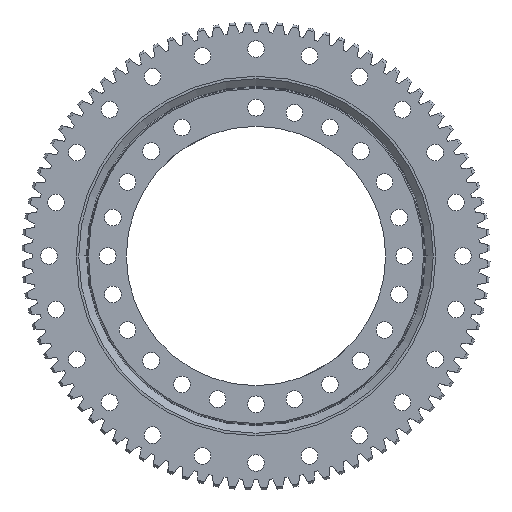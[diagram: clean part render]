
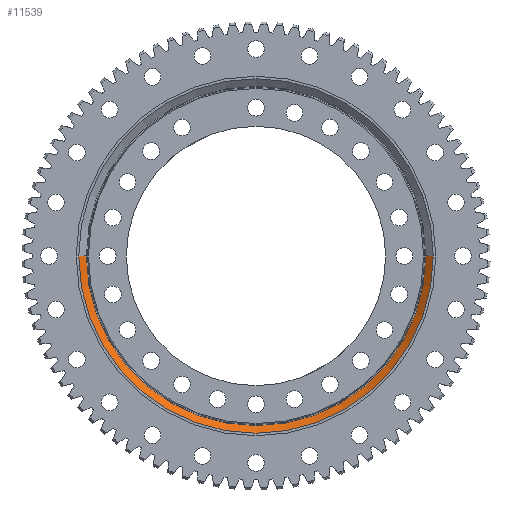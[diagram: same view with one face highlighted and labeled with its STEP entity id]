
A CAD part, front view. The second image highlights one B-rep face of the part: STEP entity #11539.
In plain terms, the highlighted conical face has half-angle 49.914 degrees and reference radius 143.512 mm.
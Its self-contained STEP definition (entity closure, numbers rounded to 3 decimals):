
#91 = CONICAL_SURFACE ( 'NONE', #22239, 143.512, 0.871 ) ;
#625 = CIRCLE ( 'NONE', #8317, 143.512 ) ;
#1985 = LINE ( 'NONE', #11338, #17261 ) ;
#2008 = AXIS2_PLACEMENT_3D ( 'NONE', #11119, #7267, #14959 ) ;
#3562 = EDGE_CURVE ( 'NONE', #10874, #13452, #19561, .T. ) ;
#3844 = VERTEX_POINT ( 'NONE', #12129 ) ;
#3988 = DIRECTION ( 'NONE',  ( 0.765, -0.644, 0. ) ) ;
#4409 = CIRCLE ( 'NONE', #2008, 137.512 ) ;
#4720 = ORIENTED_EDGE ( 'NONE', *, *, #3562, .F. ) ;
#7267 = DIRECTION ( 'NONE',  ( 0., 1., 0. ) ) ;
#7496 = EDGE_CURVE ( 'NONE', #10874, #23967, #4409, .T. ) ;
#7902 = ORIENTED_EDGE ( 'NONE', *, *, #8562, .T. ) ;
#8317 = AXIS2_PLACEMENT_3D ( 'NONE', #22471, #11039, #24375 ) ;
#8562 = EDGE_CURVE ( 'NONE', #23967, #3844, #1985, .T. ) ;
#10244 = ORIENTED_EDGE ( 'NONE', *, *, #7496, .T. ) ;
#10874 = VERTEX_POINT ( 'NONE', #14342 ) ;
#11039 = DIRECTION ( 'NONE',  ( 0., 1., 0. ) ) ;
#11119 = CARTESIAN_POINT ( 'NONE',  ( 0., -14.5, 0. ) ) ;
#11303 = EDGE_LOOP ( 'NONE', ( #10244, #7902, #15816, #4720 ) ) ;
#11338 = CARTESIAN_POINT ( 'NONE',  ( -143.512, -19.55, 0. ) ) ;
#11467 = FACE_OUTER_BOUND ( 'NONE', #11303, .T. ) ;
#11539 = ADVANCED_FACE ( 'NONE', ( #11467 ), #91, .F. ) ;
#12129 = CARTESIAN_POINT ( 'NONE',  ( -143.512, -19.55, 0. ) ) ;
#13452 = VERTEX_POINT ( 'NONE', #21507 ) ;
#14177 = CARTESIAN_POINT ( 'NONE',  ( -137.512, -14.5, 0. ) ) ;
#14342 = CARTESIAN_POINT ( 'NONE',  ( 137.512, -14.5, 0. ) ) ;
#14557 = DIRECTION ( 'NONE',  ( 0., -1., 0. ) ) ;
#14959 = DIRECTION ( 'NONE',  ( -1., 0., 0. ) ) ;
#15816 = ORIENTED_EDGE ( 'NONE', *, *, #17949, .F. ) ;
#16499 = DIRECTION ( 'NONE',  ( 1., 0., 0. ) ) ;
#16782 = DIRECTION ( 'NONE',  ( -0.765, -0.644, 0. ) ) ;
#17261 = VECTOR ( 'NONE', #16782, 1000. ) ;
#17949 = EDGE_CURVE ( 'NONE', #13452, #3844, #625, .T. ) ;
#19561 = LINE ( 'NONE', #24778, #24018 ) ;
#21507 = CARTESIAN_POINT ( 'NONE',  ( 143.512, -19.55, 0. ) ) ;
#22239 = AXIS2_PLACEMENT_3D ( 'NONE', #24069, #14557, #16499 ) ;
#22471 = CARTESIAN_POINT ( 'NONE',  ( 0., -19.55, 0. ) ) ;
#23967 = VERTEX_POINT ( 'NONE', #14177 ) ;
#24018 = VECTOR ( 'NONE', #3988, 1000. ) ;
#24069 = CARTESIAN_POINT ( 'NONE',  ( 0., -19.55, 0. ) ) ;
#24375 = DIRECTION ( 'NONE',  ( -1., 0., 0. ) ) ;
#24778 = CARTESIAN_POINT ( 'NONE',  ( 143.512, -19.55, 0. ) ) ;
